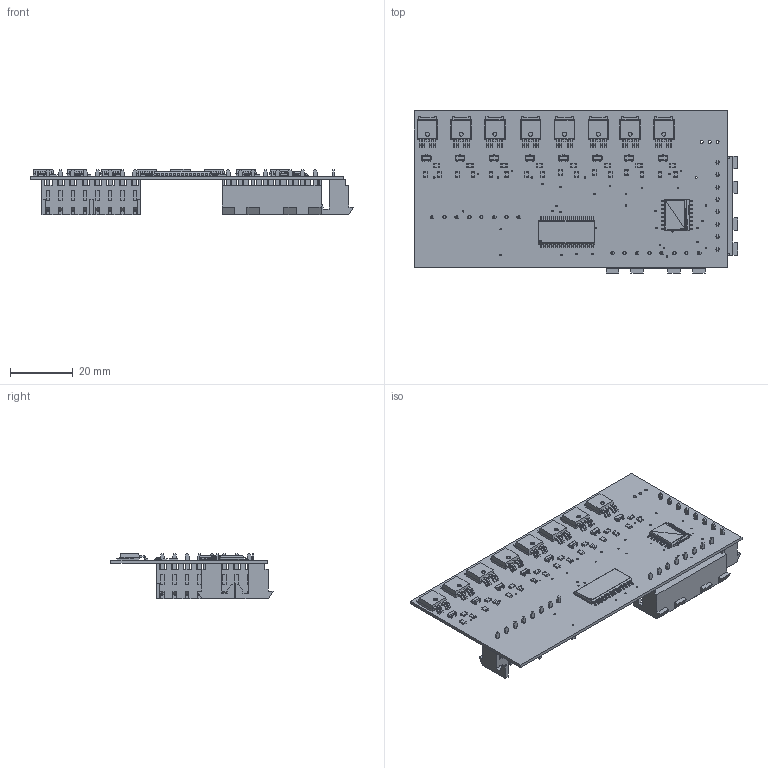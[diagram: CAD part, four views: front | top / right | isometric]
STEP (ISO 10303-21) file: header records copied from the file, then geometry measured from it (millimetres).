
FILE_DESCRIPTION(('for Geomagic Design'),'2;1');
FILE_NAME('8 outdriver2.step', '2016-08-04T23:39:02',('MyAsus'),(''), 'Open CASCADE STEP processor 6.6','DipTrace','Unknown');
FILE_SCHEMA(('AUTOMOTIVE_DESIGN { 1 0 10303 214 1 1 1 1 }'));
Length unit declared in the file: millimetre
Products named in the file (68): PCB; Board; sot23; SHELL; res_0805; DPAK-5L; 009483086; soic-28_300mil; soic-16_300mil
Assembly tree (106 placements, depth 3):
  PCB
    Board
    sot23  x8
      SHELL
      SHELL
      SHELL
      SHELL
      SHELL
    res_0805  x24
    DPAK-5L  x8
      SHELL
      SHELL
      SHELL
      SHELL
      SHELL
      SHELL
      SHELL
    009483086  x3
    soic-28_300mil
      SHELL
      SHELL
      SHELL
      SHELL
      SHELL
      SHELL
      SHELL
      SHELL
      SHELL
      SHELL
      SHELL
      SHELL
      SHELL
      SHELL
      SHELL
      SHELL
      SHELL
      SHELL
      SHELL
      SHELL
      SHELL
      SHELL
      SHELL
      SHELL
      SHELL
      SHELL
      SHELL
      SHELL
      SHELL
      SHELL
      SHELL
    soic-16_300mil
      SHELL
      SHELL
      SHELL
      SHELL
      SHELL
      SHELL
      SHELL
      SHELL
      SHELL
Bounding box: 103.23 x 51.78 x 14.69 mm (x, y, z)
Volume: 10755.8 mm3; surface area: 18698.6 mm2
Topology: 28 solids, 172 shells, 4241 faces, 9280 edges, 5416 vertices
Faces by surface type: plane 3531, bspline 412, cylinder 226, sphere 72
Full cylindrical faces by diameter (mm): 0.486 x44, 0.499 x1, 0.5 x1, 0.965 x3, 1 x24
Entity records: 54848 total; most frequent: CARTESIAN_POINT 10990, ORIENTED_EDGE 6488, DIRECTION 6380, EDGE_CURVE 3244, LINE 2564, VECTOR 2564, AXIS2_PLACEMENT_3D 1908, FACE_BOUND 1882
